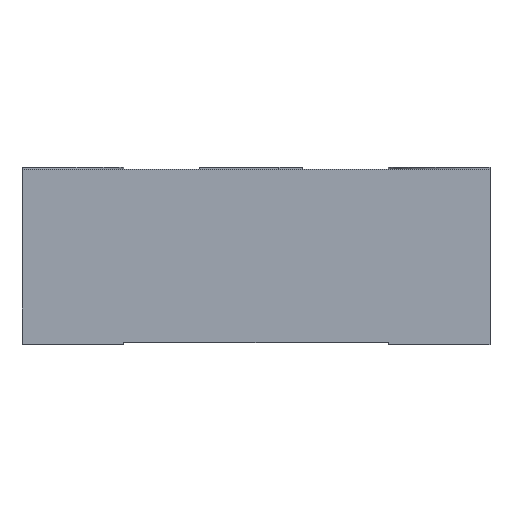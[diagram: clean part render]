
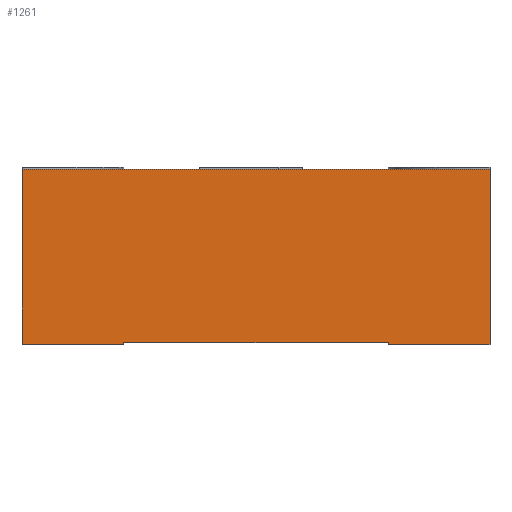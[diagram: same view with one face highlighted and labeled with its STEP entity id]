
A CAD part, top view. The second image highlights one B-rep face of the part: STEP entity #1261.
In plain terms, the highlighted planar face has unit normal (0, 0, 1).
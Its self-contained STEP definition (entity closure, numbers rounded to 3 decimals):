
#9 = DIRECTION ( 'NONE',  ( 1., 0., 0. ) ) ;
#28 = LINE ( 'NONE', #589, #41 ) ;
#30 = ORIENTED_EDGE ( 'NONE', *, *, #169, .F. ) ;
#41 = VECTOR ( 'NONE', #772, 1000. ) ;
#43 = EDGE_CURVE ( 'NONE', #214, #989, #1117, .T. ) ;
#109 = VERTEX_POINT ( 'NONE', #256 ) ;
#169 = EDGE_CURVE ( 'NONE', #1175, #898, #1018, .T. ) ;
#191 = CARTESIAN_POINT ( 'NONE',  ( 0., 0.85, 0.75 ) ) ;
#204 = VERTEX_POINT ( 'NONE', #528 ) ;
#209 = CARTESIAN_POINT ( 'NONE',  ( 0., 0., 0.75 ) ) ;
#214 = VERTEX_POINT ( 'NONE', #553 ) ;
#219 = VERTEX_POINT ( 'NONE', #1372 ) ;
#236 = ORIENTED_EDGE ( 'NONE', *, *, #360, .T. ) ;
#256 = CARTESIAN_POINT ( 'NONE',  ( -0.65, 0., 0.75 ) ) ;
#297 = LINE ( 'NONE', #191, #633 ) ;
#323 = EDGE_CURVE ( 'NONE', #214, #109, #28, .T. ) ;
#360 = EDGE_CURVE ( 'NONE', #204, #989, #1128, .T. ) ;
#361 = CARTESIAN_POINT ( 'NONE',  ( 0., -0.01, 0.75 ) ) ;
#398 = DIRECTION ( 'NONE',  ( 1., 0., 0. ) ) ;
#418 = EDGE_CURVE ( 'NONE', #219, #1175, #719, .T. ) ;
#419 = CARTESIAN_POINT ( 'NONE',  ( 0., 0.85, 0.75 ) ) ;
#436 = DIRECTION ( 'NONE',  ( 0., 0., -1. ) ) ;
#460 = ORIENTED_EDGE ( 'NONE', *, *, #323, .T. ) ;
#462 = ORIENTED_EDGE ( 'NONE', *, *, #43, .F. ) ;
#468 = VECTOR ( 'NONE', #9, 1000. ) ;
#473 = DIRECTION ( 'NONE',  ( -1., 0., 0. ) ) ;
#480 = CARTESIAN_POINT ( 'NONE',  ( 0., -0.01, 0.75 ) ) ;
#505 = DIRECTION ( 'NONE',  ( 0., 1., 0. ) ) ;
#528 = CARTESIAN_POINT ( 'NONE',  ( -1.15, 0.85, 0.75 ) ) ;
#533 = VECTOR ( 'NONE', #505, 1000. ) ;
#551 = PLANE ( 'NONE',  #718 ) ;
#553 = CARTESIAN_POINT ( 'NONE',  ( -0.65, -0.01, 0.75 ) ) ;
#589 = CARTESIAN_POINT ( 'NONE',  ( -0.65, -0.01, 0.75 ) ) ;
#622 = CARTESIAN_POINT ( 'NONE',  ( -1.15, 0.85, 0.75 ) ) ;
#628 = DIRECTION ( 'NONE',  ( 0., -1., 0. ) ) ;
#633 = VECTOR ( 'NONE', #398, 1000. ) ;
#643 = FACE_OUTER_BOUND ( 'NONE', #701, .T. ) ;
#647 = LINE ( 'NONE', #1371, #1098 ) ;
#696 = ORIENTED_EDGE ( 'NONE', *, *, #1149, .F. ) ;
#701 = EDGE_LOOP ( 'NONE', ( #236, #462, #460, #1215, #30, #848, #696, #1330 ) ) ;
#710 = DIRECTION ( 'NONE',  ( -1., 0., 0. ) ) ;
#716 = CARTESIAN_POINT ( 'NONE',  ( 0.65, -0.01, 0.75 ) ) ;
#718 = AXIS2_PLACEMENT_3D ( 'NONE', #419, #436, #974 ) ;
#719 = LINE ( 'NONE', #480, #953 ) ;
#732 = VECTOR ( 'NONE', #473, 1000. ) ;
#764 = CARTESIAN_POINT ( 'NONE',  ( 0.65, 0., 0.75 ) ) ;
#772 = DIRECTION ( 'NONE',  ( 0., 1., 0. ) ) ;
#782 = CARTESIAN_POINT ( 'NONE',  ( -1.15, -0.01, 0.75 ) ) ;
#810 = DIRECTION ( 'NONE',  ( 0., -1., 0. ) ) ;
#829 = VECTOR ( 'NONE', #810, 1000. ) ;
#848 = ORIENTED_EDGE ( 'NONE', *, *, #418, .F. ) ;
#882 = EDGE_CURVE ( 'NONE', #109, #898, #1081, .T. ) ;
#898 = VERTEX_POINT ( 'NONE', #764 ) ;
#953 = VECTOR ( 'NONE', #710, 1000. ) ;
#974 = DIRECTION ( 'NONE',  ( -1., 0., 0. ) ) ;
#989 = VERTEX_POINT ( 'NONE', #782 ) ;
#1018 = LINE ( 'NONE', #1139, #533 ) ;
#1081 = LINE ( 'NONE', #209, #468 ) ;
#1098 = VECTOR ( 'NONE', #628, 1000. ) ;
#1117 = LINE ( 'NONE', #361, #732 ) ;
#1128 = LINE ( 'NONE', #622, #829 ) ;
#1134 = CARTESIAN_POINT ( 'NONE',  ( 1.15, 0.85, 0.75 ) ) ;
#1139 = CARTESIAN_POINT ( 'NONE',  ( 0.65, -0.01, 0.75 ) ) ;
#1149 = EDGE_CURVE ( 'NONE', #1222, #219, #647, .T. ) ;
#1156 = EDGE_CURVE ( 'NONE', #204, #1222, #297, .T. ) ;
#1175 = VERTEX_POINT ( 'NONE', #716 ) ;
#1215 = ORIENTED_EDGE ( 'NONE', *, *, #882, .T. ) ;
#1222 = VERTEX_POINT ( 'NONE', #1134 ) ;
#1261 = ADVANCED_FACE ( 'NONE', ( #643 ), #551, .F. ) ;
#1330 = ORIENTED_EDGE ( 'NONE', *, *, #1156, .F. ) ;
#1371 = CARTESIAN_POINT ( 'NONE',  ( 1.15, 0.85, 0.75 ) ) ;
#1372 = CARTESIAN_POINT ( 'NONE',  ( 1.15, -0.01, 0.75 ) ) ;
